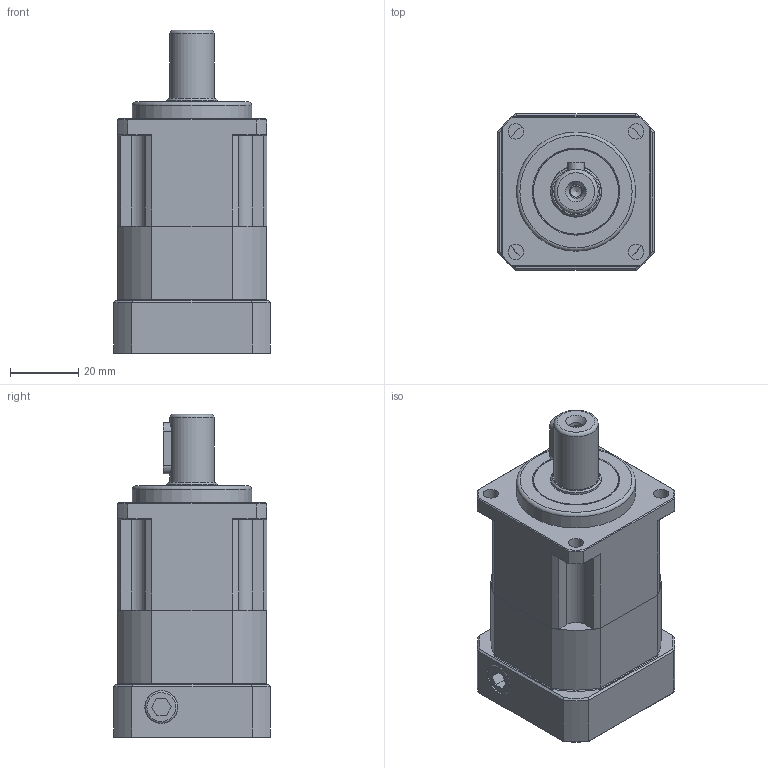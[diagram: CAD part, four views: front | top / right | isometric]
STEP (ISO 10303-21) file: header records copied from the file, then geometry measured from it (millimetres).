
FILE_DESCRIPTION((''),'2;1');
FILE_NAME('KSB-44-1.stp','2016-09-30T14:56:24',('Young'),(''),'Autodesk Inventor 2012','Autodesk Inventor 2012','');
FILE_SCHEMA(('AUTOMOTIVE_DESIGN { 1 0 10303 214 1 1 1 1 }'));
Length unit declared in the file: millimetre
Products named in the file (3): 조립품5; KSB-44-1; 44-set collar
Assembly tree (2 placements, depth 2):
  조립품5
    KSB-44-1
    44-set collar
Bounding box: 46 x 46 x 95 mm (x, y, z)
Volume: 110718.3 mm3; surface area: 41631.4 mm2
Topology: 16 solids, 16 shells, 466 faces, 1107 edges, 703 vertices
Faces by surface type: plane 255, cylinder 117, cone 75, torus 10, bspline 9
Full cylindrical faces by diameter (mm): 2.5 x4, 3.242 x1, 3.3 x9, 4 x6, 4.2 x4, 4.5 x9, 6 x4, 7 x5, 7.5 x4, 8.2 x1, 9.5 x2, 13 x1, 14.2 x1, 14.8 x2, 15 x3, 25 x4, 27 x1, 28 x1, 30 x1, 32 x2, 35 x1
Entity records: 13531 total; most frequent: CARTESIAN_POINT 3138, DIRECTION 2155, ORIENTED_EDGE 1922, EDGE_CURVE 961, AXIS2_PLACEMENT_3D 824, VERTEX_POINT 672, EDGE_LOOP 651, VECTOR 507
